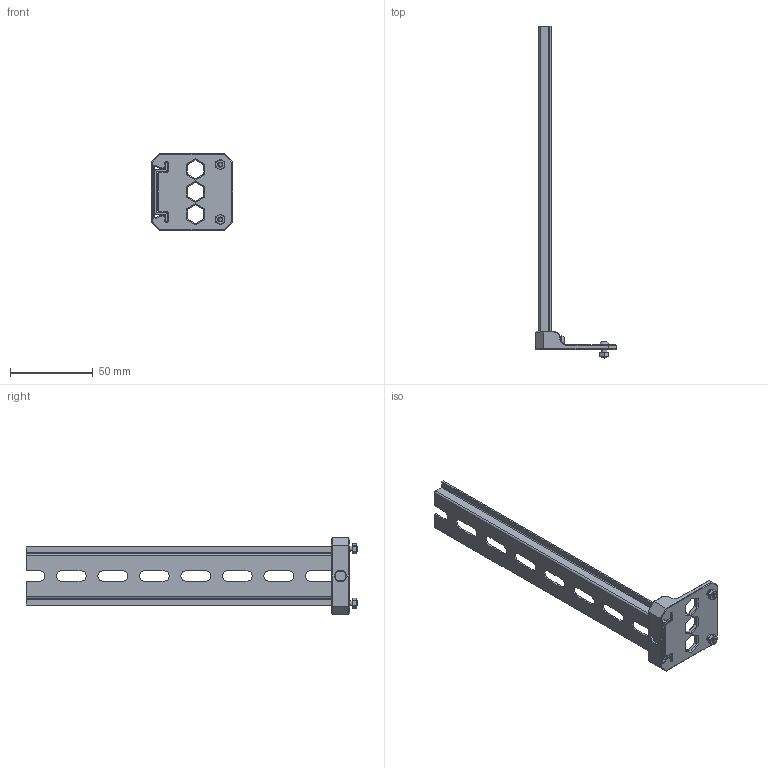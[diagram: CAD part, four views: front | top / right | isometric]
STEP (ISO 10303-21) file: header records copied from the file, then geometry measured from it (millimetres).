
FILE_DESCRIPTION(/* description */ ('','CAx-IF Rec.Pracs.---Representation and Presentation of Product Manufacturing Information (PMI)---4.0---2014-10-13'),/* implementation_level */ '2;1');
FILE_NAME(/* name */ 'V0_Rear_DIN_Rail_Mount.step',/* time_stamp */ '2025-02-17T22:57:09Z',/* author */ (''),/* organization */ (''),/* preprocessor_version */ 'ST-DEVELOPER v20',/* originating_system */ 'Autodesk Translation Framework v13.20.0.188',/* authorisation */ '');
FILE_SCHEMA (('AP242_MANAGED_MODEL_BASED_3D_ENGINEERING_MIM_LF { 1 0 10303 442 1 1 4 }'));
Length unit declared in the file: millimetre
Products named in the file (10): DIN_Mount; Printed Mount; Hardware; (Unsaved); DIN3 Rail; M3x12 BHCS; (Unsaved)_1; M3x10 BHCS; (Unsaved)_2; M3_Hexnut
Assembly tree (11 placements, depth 4):
  DIN_Mount
    Printed Mount
    Hardware
      (Unsaved)
      DIN3 Rail
      M3x12 BHCS
      M3x10 BHCS  x2
      (Unsaved)_1
        M3_Hexnut
      (Unsaved)_2
        M3_Hexnut
Bounding box: 49 x 200 x 46.3 mm (x, y, z)
Volume: 18684.2 mm3; surface area: 24605.5 mm2
Topology: 8 solids, 8 shells, 529 faces, 1279 edges, 779 vertices
Faces by surface type: plane 261, cylinder 91, cone 90, bspline 84, sphere 3
Full cylindrical faces by diameter (mm): 2.9 x1, 3 x5, 3.4 x3, 4.1 x1, 4.25 x2, 4.7 x1, 5.7 x3, 6 x1
Entity records: 19430 total; most frequent: CARTESIAN_POINT 8288, ORIENTED_EDGE 2366, DIRECTION 2073, EDGE_CURVE 1183, VERTEX_POINT 723, AXIS2_PLACEMENT_3D 707, LINE 659, VECTOR 659
